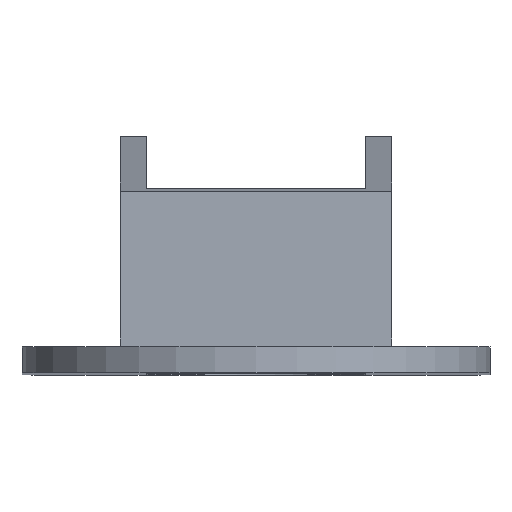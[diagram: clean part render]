
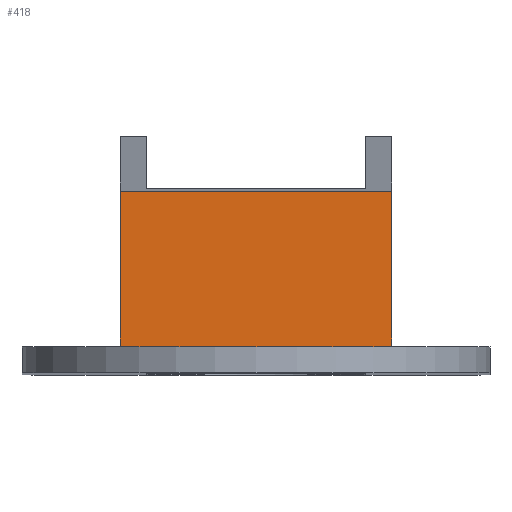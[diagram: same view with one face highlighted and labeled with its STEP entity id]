
A CAD part, top view. The second image highlights one B-rep face of the part: STEP entity #418.
In plain terms, the highlighted planar face has unit normal (0, 0, 1).
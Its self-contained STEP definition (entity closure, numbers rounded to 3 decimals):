
#37=PLANE('',#466);
#56=FACE_OUTER_BOUND('',#84,.T.);
#84=EDGE_LOOP('',(#350,#351,#352,#353));
#107=LINE('',#649,#147);
#118=LINE('',#670,#158);
#119=LINE('',#673,#159);
#126=LINE('',#686,#166);
#147=VECTOR('',#529,10.);
#158=VECTOR('',#548,10.);
#159=VECTOR('',#551,10.);
#166=VECTOR('',#564,10.);
#207=VERTEX_POINT('',#645);
#209=VERTEX_POINT('',#648);
#215=VERTEX_POINT('',#668);
#216=VERTEX_POINT('',#672);
#249=EDGE_CURVE('',#209,#207,#107,.T.);
#261=EDGE_CURVE('',#215,#207,#118,.T.);
#262=EDGE_CURVE('',#216,#209,#119,.T.);
#269=EDGE_CURVE('',#216,#215,#126,.T.);
#350=ORIENTED_EDGE('',*,*,#249,.T.);
#351=ORIENTED_EDGE('',*,*,#261,.F.);
#352=ORIENTED_EDGE('',*,*,#269,.F.);
#353=ORIENTED_EDGE('',*,*,#262,.T.);
#418=ADVANCED_FACE('',(#56),#37,.T.);
#466=AXIS2_PLACEMENT_3D('',#685,#562,#563);
#529=DIRECTION('',(-1.,0.,0.));
#548=DIRECTION('',(0.,1.,0.));
#551=DIRECTION('',(0.,1.,0.));
#562=DIRECTION('center_axis',(0.,0.,1.));
#563=DIRECTION('ref_axis',(1.,0.,0.));
#564=DIRECTION('',(-1.,0.,0.));
#645=CARTESIAN_POINT('',(-15.65,21.,58.5));
#648=CARTESIAN_POINT('',(15.65,21.,58.5));
#649=CARTESIAN_POINT('',(0.,21.,58.5));
#668=CARTESIAN_POINT('',(-15.65,3.,58.5));
#670=CARTESIAN_POINT('',(-15.65,3.,58.5));
#672=CARTESIAN_POINT('',(15.65,3.,58.5));
#673=CARTESIAN_POINT('',(15.65,3.,58.5));
#685=CARTESIAN_POINT('Origin',(-15.65,3.,58.5));
#686=CARTESIAN_POINT('',(-7.825,3.,58.5));
